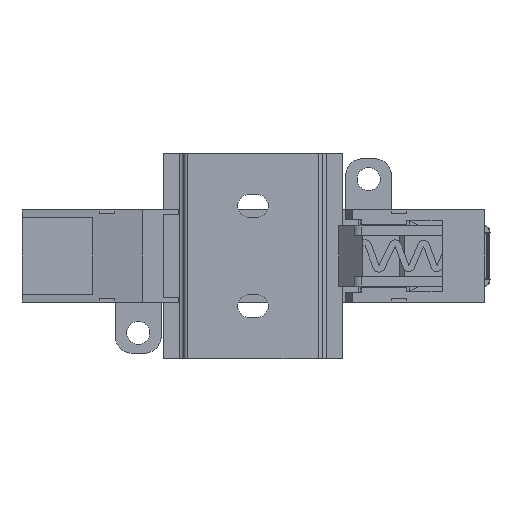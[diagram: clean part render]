
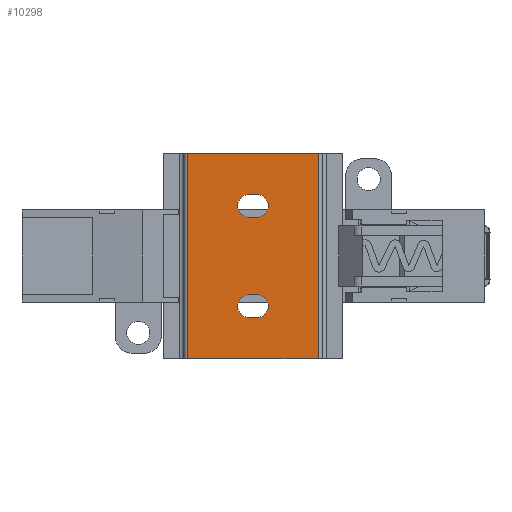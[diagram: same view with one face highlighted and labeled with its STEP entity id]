
A CAD part, front view. The second image highlights one B-rep face of the part: STEP entity #10298.
In plain terms, the highlighted face is planar.
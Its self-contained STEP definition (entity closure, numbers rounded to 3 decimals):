
#147 = PLANE ( 'NONE',  #16358 ) ;
#446 = EDGE_CURVE ( 'NONE', #3153, #12968, #17403, .T. ) ;
#640 = EDGE_CURVE ( 'NONE', #6640, #5424, #9631, .T. ) ;
#1003 = EDGE_LOOP ( 'NONE', ( #16177, #12138, #9503, #12252, #18644 ) ) ;
#1179 = AXIS2_PLACEMENT_3D ( 'NONE', #2875, #1374, #7191 ) ;
#1323 = AXIS2_PLACEMENT_3D ( 'NONE', #12735, #10014, #11460 ) ;
#1369 = EDGE_CURVE ( 'NONE', #4828, #17115, #17114, .T. ) ;
#1374 = DIRECTION ( 'NONE',  ( 0., 0., 1. ) ) ;
#1438 = CARTESIAN_POINT ( 'NONE',  ( -43.25, 10.25, 2.5 ) ) ;
#1506 = DIRECTION ( 'NONE',  ( 1., 0., 0. ) ) ;
#1631 = VECTOR ( 'NONE', #16976, 1000. ) ;
#1666 = EDGE_LOOP ( 'NONE', ( #18433, #18913, #2969, #6896 ) ) ;
#1889 = VECTOR ( 'NONE', #11964, 1000. ) ;
#2202 = DIRECTION ( 'NONE',  ( 0., 0., 1. ) ) ;
#2261 = EDGE_CURVE ( 'NONE', #15339, #15440, #2975, .T. ) ;
#2483 = CARTESIAN_POINT ( 'NONE',  ( -39.5, 29.75, 2.5 ) ) ;
#2516 = CARTESIAN_POINT ( 'NONE',  ( -29.8, 40., 2.5 ) ) ;
#2517 = CARTESIAN_POINT ( 'NONE',  ( -41.75, 10.25, 2.5 ) ) ;
#2692 = CARTESIAN_POINT ( 'NONE',  ( -41.75, 8., 2.5 ) ) ;
#2872 = CARTESIAN_POINT ( 'NONE',  ( -55.2, 0., 2.5 ) ) ;
#2875 = CARTESIAN_POINT ( 'NONE',  ( -41.75, 10.25, 2.5 ) ) ;
#2881 = EDGE_CURVE ( 'NONE', #17115, #16107, #18235, .T. ) ;
#2969 = ORIENTED_EDGE ( 'NONE', *, *, #8214, .F. ) ;
#2975 = LINE ( 'NONE', #14839, #18035 ) ;
#3136 = DIRECTION ( 'NONE',  ( -1., 0., 0. ) ) ;
#3153 = VERTEX_POINT ( 'NONE', #11091 ) ;
#3268 = CARTESIAN_POINT ( 'NONE',  ( -55.2, 40., 2.5 ) ) ;
#3383 = DIRECTION ( 'NONE',  ( -1., 0., 0. ) ) ;
#3436 = FACE_BOUND ( 'NONE', #1003, .T. ) ;
#3525 = EDGE_CURVE ( 'NONE', #12968, #13597, #14703, .T. ) ;
#3655 = VERTEX_POINT ( 'NONE', #14031 ) ;
#4235 = VECTOR ( 'NONE', #18801, 1000. ) ;
#4277 = VERTEX_POINT ( 'NONE', #2872 ) ;
#4344 = AXIS2_PLACEMENT_3D ( 'NONE', #13731, #2202, #15252 ) ;
#4646 = CIRCLE ( 'NONE', #1323, 2.25 ) ;
#4788 = EDGE_CURVE ( 'NONE', #15280, #3655, #16041, .T. ) ;
#4828 = VERTEX_POINT ( 'NONE', #5517 ) ;
#4925 = AXIS2_PLACEMENT_3D ( 'NONE', #6276, #5070, #15180 ) ;
#4980 = CARTESIAN_POINT ( 'NONE',  ( -43.25, 12.5, 2.5 ) ) ;
#5070 = DIRECTION ( 'NONE',  ( 0., 0., 1. ) ) ;
#5424 = VERTEX_POINT ( 'NONE', #2692 ) ;
#5517 = CARTESIAN_POINT ( 'NONE',  ( -39.5, 10.25, 2.5 ) ) ;
#5551 = AXIS2_PLACEMENT_3D ( 'NONE', #1438, #11595, #1506 ) ;
#5795 = ORIENTED_EDGE ( 'NONE', *, *, #17889, .T. ) ;
#5893 = EDGE_CURVE ( 'NONE', #16107, #6640, #13011, .T. ) ;
#6008 = CARTESIAN_POINT ( 'NONE',  ( -43.25, 12.5, 2.5 ) ) ;
#6276 = CARTESIAN_POINT ( 'NONE',  ( -41.75, 29.75, 2.5 ) ) ;
#6640 = VERTEX_POINT ( 'NONE', #15344 ) ;
#6681 = ORIENTED_EDGE ( 'NONE', *, *, #12994, .T. ) ;
#6896 = ORIENTED_EDGE ( 'NONE', *, *, #4788, .T. ) ;
#7191 = DIRECTION ( 'NONE',  ( 1., 0., 0. ) ) ;
#7318 = EDGE_LOOP ( 'NONE', ( #18947, #6681, #14964, #16906, #5795 ) ) ;
#7393 = CARTESIAN_POINT ( 'NONE',  ( -55.2, 0., 2.5 ) ) ;
#7714 = CARTESIAN_POINT ( 'NONE',  ( -41.75, 12.5, 2.5 ) ) ;
#7899 = AXIS2_PLACEMENT_3D ( 'NONE', #2517, #8506, #11215 ) ;
#8032 = DIRECTION ( 'NONE',  ( 1., 0., 0. ) ) ;
#8112 = EDGE_CURVE ( 'NONE', #5424, #4828, #13242, .T. ) ;
#8214 = EDGE_CURVE ( 'NONE', #15280, #13956, #8495, .T. ) ;
#8495 = LINE ( 'NONE', #14552, #16222 ) ;
#8506 = DIRECTION ( 'NONE',  ( 0., 0., 1. ) ) ;
#8714 = DIRECTION ( 'NONE',  ( -1., 0., 0. ) ) ;
#9440 = CARTESIAN_POINT ( 'NONE',  ( -55.2, 40., 2.5 ) ) ;
#9503 = ORIENTED_EDGE ( 'NONE', *, *, #640, .T. ) ;
#9631 = LINE ( 'NONE', #16766, #16718 ) ;
#9830 = CARTESIAN_POINT ( 'NONE',  ( -41.75, 27.5, 2.5 ) ) ;
#9928 = CARTESIAN_POINT ( 'NONE',  ( -29.8, 40., 2.5 ) ) ;
#9982 = CARTESIAN_POINT ( 'NONE',  ( -41.75, 32., 2.5 ) ) ;
#10014 = DIRECTION ( 'NONE',  ( 0., 0., 1. ) ) ;
#10298 = ADVANCED_FACE ( 'NONE', ( #3436, #18955, #18497 ), #147, .F. ) ;
#10332 = CARTESIAN_POINT ( 'NONE',  ( -55.2, 40., 2.5 ) ) ;
#11091 = CARTESIAN_POINT ( 'NONE',  ( -43.25, 27.5, 2.5 ) ) ;
#11215 = DIRECTION ( 'NONE',  ( 1., 0., 0. ) ) ;
#11460 = DIRECTION ( 'NONE',  ( 1., 0., 0. ) ) ;
#11595 = DIRECTION ( 'NONE',  ( 0., 0., 1. ) ) ;
#11741 = CARTESIAN_POINT ( 'NONE',  ( -43.25, 32., 2.5 ) ) ;
#11964 = DIRECTION ( 'NONE',  ( 1., 0., 0. ) ) ;
#12138 = ORIENTED_EDGE ( 'NONE', *, *, #5893, .T. ) ;
#12252 = ORIENTED_EDGE ( 'NONE', *, *, #8112, .T. ) ;
#12281 = LINE ( 'NONE', #7393, #13453 ) ;
#12735 = CARTESIAN_POINT ( 'NONE',  ( -43.25, 29.75, 2.5 ) ) ;
#12968 = VERTEX_POINT ( 'NONE', #9830 ) ;
#12994 = EDGE_CURVE ( 'NONE', #15440, #3153, #4646, .T. ) ;
#13011 = CIRCLE ( 'NONE', #5551, 2.25 ) ;
#13242 = CIRCLE ( 'NONE', #1179, 2.25 ) ;
#13453 = VECTOR ( 'NONE', #3136, 1000. ) ;
#13575 = CARTESIAN_POINT ( 'NONE',  ( -43.25, 27.5, 2.5 ) ) ;
#13597 = VERTEX_POINT ( 'NONE', #2483 ) ;
#13731 = CARTESIAN_POINT ( 'NONE',  ( -41.75, 29.75, 2.5 ) ) ;
#13875 = EDGE_CURVE ( 'NONE', #3655, #4277, #12281, .T. ) ;
#13956 = VERTEX_POINT ( 'NONE', #3268 ) ;
#14031 = CARTESIAN_POINT ( 'NONE',  ( -29.8, 0., 2.5 ) ) ;
#14552 = CARTESIAN_POINT ( 'NONE',  ( -55.2, 40., 2.5 ) ) ;
#14703 = CIRCLE ( 'NONE', #4925, 2.25 ) ;
#14799 = VECTOR ( 'NONE', #3383, 1000. ) ;
#14833 = CIRCLE ( 'NONE', #4344, 2.25 ) ;
#14839 = CARTESIAN_POINT ( 'NONE',  ( -43.25, 32., 2.5 ) ) ;
#14964 = ORIENTED_EDGE ( 'NONE', *, *, #446, .T. ) ;
#15180 = DIRECTION ( 'NONE',  ( 1., 0., 0. ) ) ;
#15252 = DIRECTION ( 'NONE',  ( 1., 0., 0. ) ) ;
#15280 = VERTEX_POINT ( 'NONE', #9928 ) ;
#15339 = VERTEX_POINT ( 'NONE', #9982 ) ;
#15344 = CARTESIAN_POINT ( 'NONE',  ( -43.25, 8., 2.5 ) ) ;
#15440 = VERTEX_POINT ( 'NONE', #11741 ) ;
#16041 = LINE ( 'NONE', #2516, #4235 ) ;
#16107 = VERTEX_POINT ( 'NONE', #6008 ) ;
#16177 = ORIENTED_EDGE ( 'NONE', *, *, #2881, .T. ) ;
#16222 = VECTOR ( 'NONE', #8714, 1000. ) ;
#16358 = AXIS2_PLACEMENT_3D ( 'NONE', #10332, #17695, #18008 ) ;
#16718 = VECTOR ( 'NONE', #8032, 1000. ) ;
#16766 = CARTESIAN_POINT ( 'NONE',  ( -43.25, 8., 2.5 ) ) ;
#16906 = ORIENTED_EDGE ( 'NONE', *, *, #3525, .T. ) ;
#16976 = DIRECTION ( 'NONE',  ( 0., -1., 0. ) ) ;
#17114 = CIRCLE ( 'NONE', #7899, 2.25 ) ;
#17115 = VERTEX_POINT ( 'NONE', #7714 ) ;
#17142 = LINE ( 'NONE', #9440, #1631 ) ;
#17403 = LINE ( 'NONE', #13575, #1889 ) ;
#17695 = DIRECTION ( 'NONE',  ( 0., 0., 1. ) ) ;
#17747 = DIRECTION ( 'NONE',  ( -1., 0., 0. ) ) ;
#17889 = EDGE_CURVE ( 'NONE', #13597, #15339, #14833, .T. ) ;
#18008 = DIRECTION ( 'NONE',  ( 1., 0., 0. ) ) ;
#18035 = VECTOR ( 'NONE', #17747, 1000. ) ;
#18235 = LINE ( 'NONE', #4980, #14799 ) ;
#18433 = ORIENTED_EDGE ( 'NONE', *, *, #13875, .T. ) ;
#18440 = EDGE_CURVE ( 'NONE', #13956, #4277, #17142, .T. ) ;
#18497 = FACE_OUTER_BOUND ( 'NONE', #1666, .T. ) ;
#18644 = ORIENTED_EDGE ( 'NONE', *, *, #1369, .T. ) ;
#18801 = DIRECTION ( 'NONE',  ( 0., -1., 0. ) ) ;
#18913 = ORIENTED_EDGE ( 'NONE', *, *, #18440, .F. ) ;
#18947 = ORIENTED_EDGE ( 'NONE', *, *, #2261, .T. ) ;
#18955 = FACE_BOUND ( 'NONE', #7318, .T. ) ;
